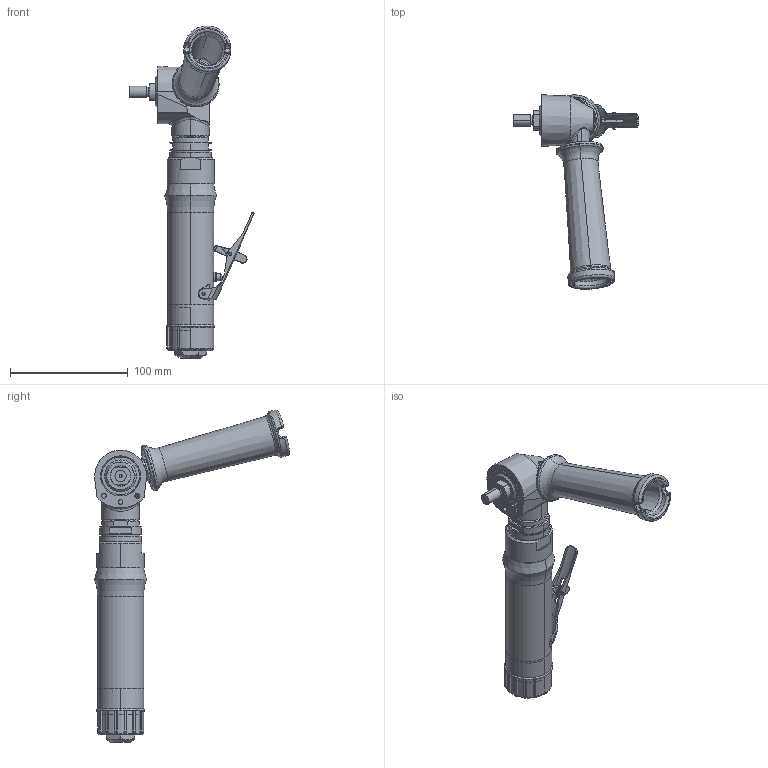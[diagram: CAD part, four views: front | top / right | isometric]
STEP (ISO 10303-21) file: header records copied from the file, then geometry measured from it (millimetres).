
FILE_DESCRIPTION((''),'2;1');
FILE_NAME('TMP75455_SW','2011-03-03T',('tooextcsr'),(''),'PRO/ENGINEER BY PARAMETRIC TECHNOLOGY CORPORATION, 2008310','PRO/ENGINEER BY PARAMETRIC TECHNOLOGY CORPORATION, 2008310','');
FILE_SCHEMA(('CONFIG_CONTROL_DESIGN', 'GEOMETRIC_VALIDATION_PROPERTIES_MIM'));
Length unit declared in the file: millimetre
Products named in the file (1): TMP75455_SW
Bounding box: 106.59 x 165.13 x 281.49 mm (x, y, z)
Surface area: 64476.5 mm2 (no closed solid volume)
Topology: 0 solids, 30 shells, 338 faces, 1082 edges, 745 vertices
Faces by surface type: cylinder 113, plane 105, bspline 45, torus 43, cone 30, sphere 2
Entity records: 22085 total; most frequent: CARTESIAN_POINT 9998, DIRECTION 1804, ORIENTED_EDGE 1737, EDGE_CURVE 1080, VERTEX_POINT 745, AXIS2_PLACEMENT_3D 707, FILL_AREA_STYLE_COLOUR 484, FILL_AREA_STYLE 484
